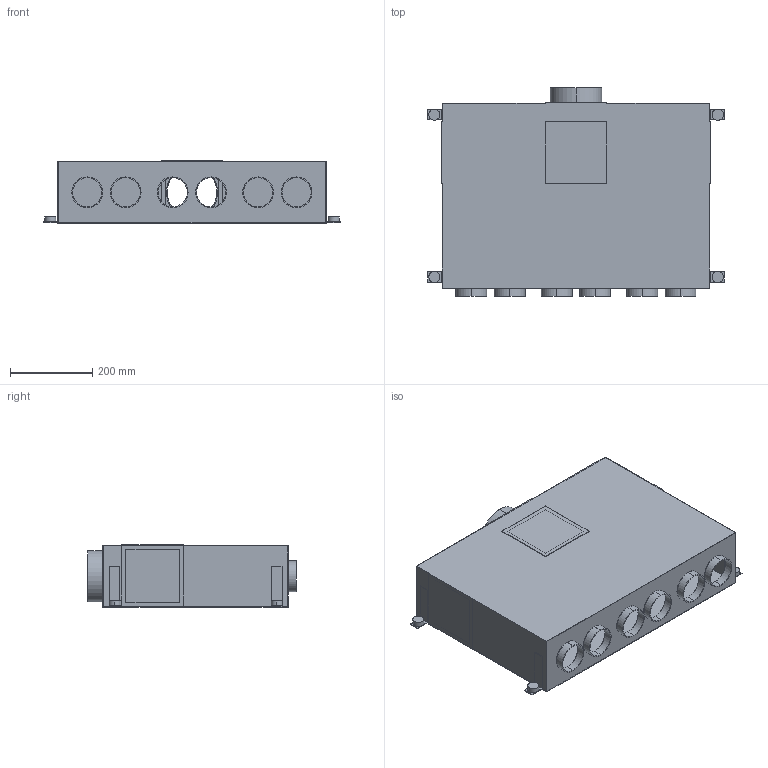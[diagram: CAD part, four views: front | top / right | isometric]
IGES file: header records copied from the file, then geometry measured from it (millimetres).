
Start section: Elysium IGES Interface
Global section: file name: 66HKALV-75-125-6.igs; native system: PTC Creo Elements/Direct Modeling 19.0C  15-Aug-2015; preprocessor: Creo Element/Direct IGES_3D V2.2; author: Unknown; organization: Unknown; date: 20210305.110052; units: millimetre
Bounding box: 723 x 508.3 x 151.5 mm (x, y, z)
Volume: 1078395.1 mm3; surface area: 1854380.2 mm2
Topology: 7 solids, 7 shells, 154 faces, 356 edges, 228 vertices
Faces by surface type: bspline 154
